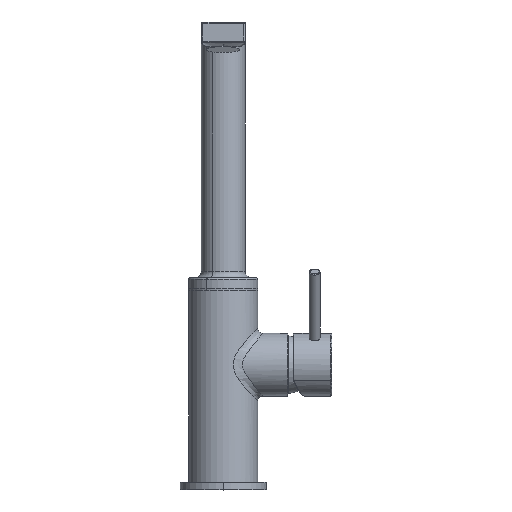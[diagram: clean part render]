
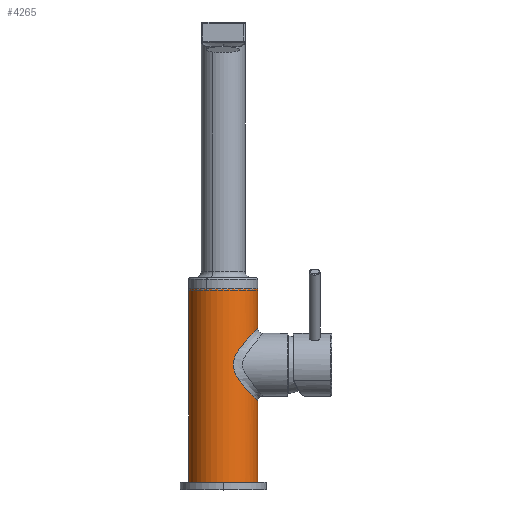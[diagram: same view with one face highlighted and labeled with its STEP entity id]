
A CAD part, top view. The second image highlights one B-rep face of the part: STEP entity #4265.
In plain terms, the highlighted cylindrical face has radius 22 mm (diameter 44 mm), a partial arc.
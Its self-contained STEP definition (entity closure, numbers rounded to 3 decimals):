
#16 = DIRECTION ( 'NONE',  ( 0., 1., 0. ) ) ;
#18 = CIRCLE ( 'NONE', #199, 22. ) ;
#26 = EDGE_LOOP ( 'NONE', ( #4245, #320, #2243, #4640, #2300, #1437 ) ) ;
#100 = CARTESIAN_POINT ( 'NONE',  ( -22., 0., 0. ) ) ;
#151 = CARTESIAN_POINT ( 'NONE',  ( 22., -2.569, 0. ) ) ;
#190 = CARTESIAN_POINT ( 'NONE',  ( 11.55, 86.978, 18.882 ) ) ;
#199 = AXIS2_PLACEMENT_3D ( 'NONE', #2217, #16, #2578 ) ;
#209 = CARTESIAN_POINT ( 'NONE',  ( 22.001, 52., 2.52 ) ) ;
#243 = FACE_OUTER_BOUND ( 'NONE', #26, .T. ) ;
#294 = VERTEX_POINT ( 'NONE', #575 ) ;
#320 = ORIENTED_EDGE ( 'NONE', *, *, #971, .T. ) ;
#465 = DIRECTION ( 'NONE',  ( 0., 1., 0. ) ) ;
#503 = LINE ( 'NONE', #151, #1385 ) ;
#531 = CARTESIAN_POINT ( 'NONE',  ( -22., -2.569, 0. ) ) ;
#543 = CARTESIAN_POINT ( 'NONE',  ( 22., 123.5, 0. ) ) ;
#554 = CARTESIAN_POINT ( 'NONE',  ( 7.555, 80.71, 20.68 ) ) ;
#575 = CARTESIAN_POINT ( 'NONE',  ( -22., 123.5, 0. ) ) ;
#642 = EDGE_CURVE ( 'NONE', #1881, #4243, #503, .T. ) ;
#662 = CARTESIAN_POINT ( 'NONE',  ( 0., -2.569, 0. ) ) ;
#778 = CARTESIAN_POINT ( 'NONE',  ( 22., 98., 0. ) ) ;
#823 = VERTEX_POINT ( 'NONE', #3571 ) ;
#908 = LINE ( 'NONE', #3153, #2746 ) ;
#920 = CARTESIAN_POINT ( 'NONE',  ( 6.357, 76.24, 21.062 ) ) ;
#971 = EDGE_CURVE ( 'NONE', #823, #4497, #908, .T. ) ;
#1274 = CARTESIAN_POINT ( 'NONE',  ( 22., 98., 0. ) ) ;
#1295 = CARTESIAN_POINT ( 'NONE',  ( 6.858, 70.771, 20.912 ) ) ;
#1385 = VECTOR ( 'NONE', #3411, 1000. ) ;
#1437 = ORIENTED_EDGE ( 'NONE', *, *, #3693, .F. ) ;
#1662 = CARTESIAN_POINT ( 'NONE',  ( 10.783, 63.944, 19.362 ) ) ;
#1881 = VERTEX_POINT ( 'NONE', #778 ) ;
#2014 = CARTESIAN_POINT ( 'NONE',  ( 20.296, 96.367, 9.606 ) ) ;
#2029 = CARTESIAN_POINT ( 'NONE',  ( 17.597, 56.304, 13.804 ) ) ;
#2071 = CYLINDRICAL_SURFACE ( 'NONE', #2822, 22. ) ;
#2217 = CARTESIAN_POINT ( 'NONE',  ( 0., 0., 0. ) ) ;
#2243 = ORIENTED_EDGE ( 'NONE', *, *, #3194, .F. ) ;
#2300 = ORIENTED_EDGE ( 'NONE', *, *, #3565, .F. ) ;
#2369 = CARTESIAN_POINT ( 'NONE',  ( 0., 123.5, 0. ) ) ;
#2381 = CARTESIAN_POINT ( 'NONE',  ( 14.067, 89.885, 17.199 ) ) ;
#2398 = CARTESIAN_POINT ( 'NONE',  ( 21.638, 52.346, 5.041 ) ) ;
#2537 = VECTOR ( 'NONE', #4199, 1000. ) ;
#2574 = CARTESIAN_POINT ( 'NONE',  ( 22., 52., 0. ) ) ;
#2578 = DIRECTION ( 'NONE',  ( 0., 0., 1. ) ) ;
#2630 = CIRCLE ( 'NONE', #4239, 22. ) ;
#2746 = VECTOR ( 'NONE', #3895, 1000. ) ;
#2751 = CARTESIAN_POINT ( 'NONE',  ( 8.729, 82.853, 20.238 ) ) ;
#2770 = CARTESIAN_POINT ( 'NONE',  ( 22., 52., 0. ) ) ;
#2822 = AXIS2_PLACEMENT_3D ( 'NONE', #662, #3958, #2859 ) ;
#2859 = DIRECTION ( 'NONE',  ( -1., 0., 0. ) ) ;
#2915 = EDGE_CURVE ( 'NONE', #4002, #823, #18, .T. ) ;
#3031 = DIRECTION ( 'NONE',  ( 0., 0., 1. ) ) ;
#3124 = CARTESIAN_POINT ( 'NONE',  ( 6.614, 77.804, 20.985 ) ) ;
#3153 = CARTESIAN_POINT ( 'NONE',  ( 22., -2.569, 0. ) ) ;
#3194 = EDGE_CURVE ( 'NONE', #1881, #4497, #3241, .T. ) ;
#3241 = B_SPLINE_CURVE_WITH_KNOTS ( 'NONE', 5,
 ( #1274, #3484, #4222, #2014, #4589, #2381, #190, #2751, #554, #3124, #920, #3504, #1295, #3871, #1662, #4241, #2029, #4607, #2398, #209, #2770 ),
 .UNSPECIFIED., .F., .F.,
 ( 6, 2, 2, 2, 2, 2, 1, 2, 2, 6 ),
 ( 0., 0.153, 0.324, 0.419, 0.482, 0.519, 0.58, 0.671, 0.839, 1. ),
 .UNSPECIFIED. ) ;
#3411 = DIRECTION ( 'NONE',  ( 0., 1., 0. ) ) ;
#3484 = CARTESIAN_POINT ( 'NONE',  ( 22., 98., 2.39 ) ) ;
#3504 = CARTESIAN_POINT ( 'NONE',  ( 6.364, 73.72, 21.059 ) ) ;
#3565 = EDGE_CURVE ( 'NONE', #294, #4243, #2630, .T. ) ;
#3571 = CARTESIAN_POINT ( 'NONE',  ( 22., 0., 0. ) ) ;
#3693 = EDGE_CURVE ( 'NONE', #4002, #294, #4495, .T. ) ;
#3871 = CARTESIAN_POINT ( 'NONE',  ( 8.149, 68.078, 20.481 ) ) ;
#3895 = DIRECTION ( 'NONE',  ( 0., 1., 0. ) ) ;
#3958 = DIRECTION ( 'NONE',  ( 0., 1., 0. ) ) ;
#4002 = VERTEX_POINT ( 'NONE', #100 ) ;
#4199 = DIRECTION ( 'NONE',  ( 0., 1., 0. ) ) ;
#4222 = CARTESIAN_POINT ( 'NONE',  ( 21.675, 97.69, 4.783 ) ) ;
#4239 = AXIS2_PLACEMENT_3D ( 'NONE', #2369, #465, #3031 ) ;
#4241 = CARTESIAN_POINT ( 'NONE',  ( 13.813, 60.402, 17.386 ) ) ;
#4243 = VERTEX_POINT ( 'NONE', #543 ) ;
#4245 = ORIENTED_EDGE ( 'NONE', *, *, #2915, .T. ) ;
#4265 = ADVANCED_FACE ( 'NONE', ( #243 ), #2071, .T. ) ;
#4495 = LINE ( 'NONE', #531, #2537 ) ;
#4497 = VERTEX_POINT ( 'NONE', #2574 ) ;
#4589 = CARTESIAN_POINT ( 'NONE',  ( 17.821, 93.924, 13.519 ) ) ;
#4607 = CARTESIAN_POINT ( 'NONE',  ( 20.167, 53.755, 9.904 ) ) ;
#4640 = ORIENTED_EDGE ( 'NONE', *, *, #642, .T. ) ;
